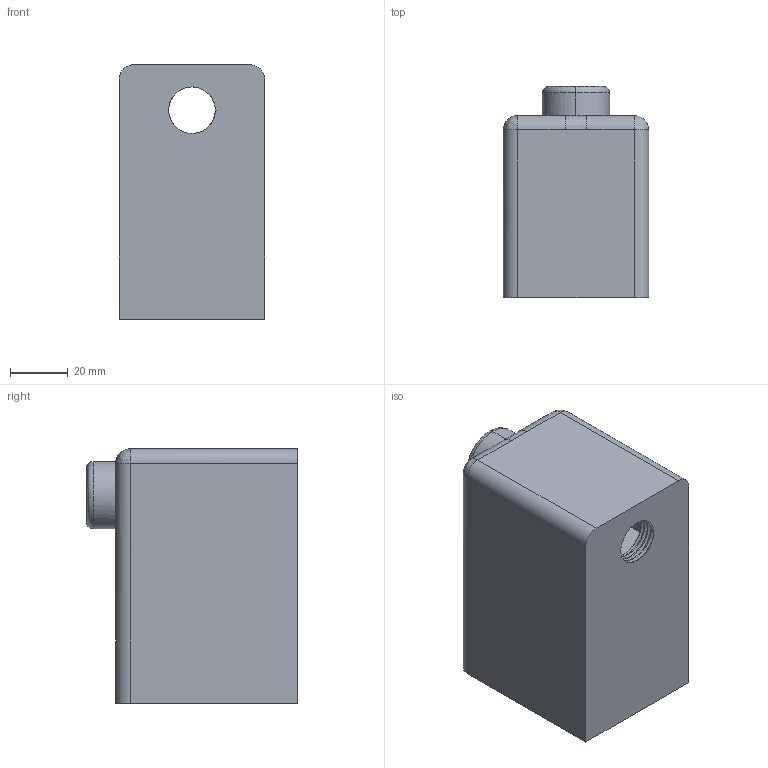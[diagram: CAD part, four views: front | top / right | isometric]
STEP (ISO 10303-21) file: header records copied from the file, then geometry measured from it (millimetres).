
FILE_DESCRIPTION(('FreeCAD Model'),'2;1');
FILE_NAME('Open CASCADE Shape Model','2025-04-29T14:22:45',('FreeCAD'),( 'FreeCAD'),'Open CASCADE STEP processor 7.6','FreeCAD','Unknown');
FILE_SCHEMA(('AUTOMOTIVE_DESIGN { 1 0 10303 214 1 1 1 1 }'));
Length unit declared in the file: millimetre
Products named in the file (1): Open CASCADE STEP translator 7.6 1
Bounding box: 50.18 x 72.76 x 87.82 mm (x, y, z)
Volume: 173897.5 mm3; surface area: 49093.2 mm2
Topology: 1 solids, 1 shells, 139 faces, 372 edges, 231 vertices
Faces by surface type: bspline 139
Entity records: 9154 total; most frequent: CARTESIAN_POINT 7190, ORIENTED_EDGE 730, EDGE_CURVE 365, VERTEX_POINT 231, B_SPLINE_CURVE_WITH_KNOTS 162, FACE_BOUND 148, EDGE_LOOP 148, ADVANCED_FACE 139
